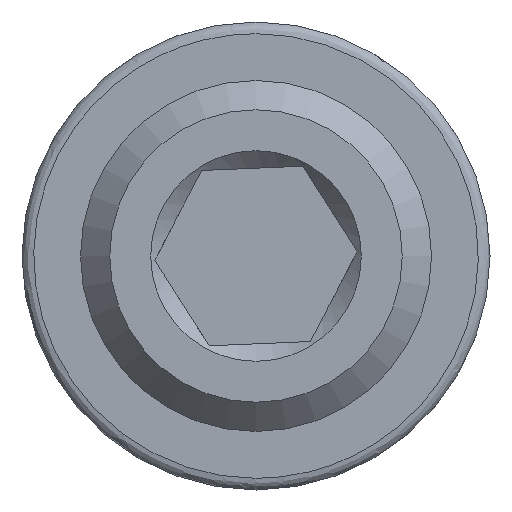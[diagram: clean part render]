
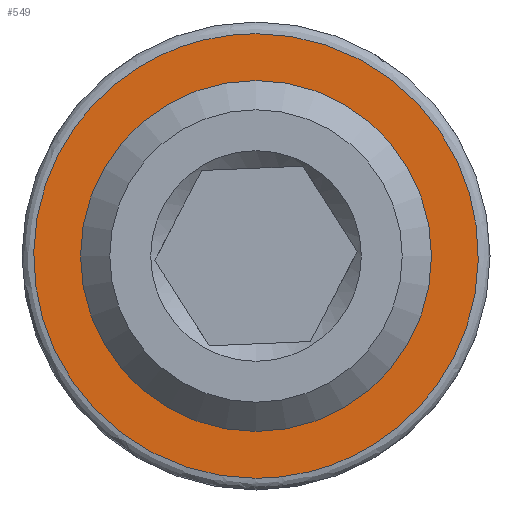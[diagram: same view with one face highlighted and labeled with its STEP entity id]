
A CAD part, front view. The second image highlights one B-rep face of the part: STEP entity #549.
In plain terms, the highlighted planar face has unit normal (0, -1, 0).
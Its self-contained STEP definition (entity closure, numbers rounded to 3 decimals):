
#2 =( BOUNDED_CURVE ( )  B_SPLINE_CURVE ( 3, ( #348, #583, #181, #1063 ),
 .UNSPECIFIED., .F., .T. ) 
 B_SPLINE_CURVE_WITH_KNOTS ( ( 4, 4 ),
 ( 0., 1. ),
 .UNSPECIFIED. ) 
 CURVE ( )  GEOMETRIC_REPRESENTATION_ITEM ( )  RATIONAL_B_SPLINE_CURVE ( ( 1., 0.333, 0.333, 1. ) ) 
 REPRESENTATION_ITEM ( '' )  );
#69 = FACE_OUTER_BOUND ( 'NONE', #366, .T. ) ;
#71 = VERTEX_POINT ( 'NONE', #180 ) ;
#121 = CARTESIAN_POINT ( 'NONE',  ( -70.752, -9.248, 1.9 ) ) ;
#129 =( BOUNDED_CURVE ( )  B_SPLINE_CURVE ( 3, ( #975, #121, #779, #376 ),
 .UNSPECIFIED., .F., .T. ) 
 B_SPLINE_CURVE_WITH_KNOTS ( ( 4, 4 ),
 ( 0., 1. ),
 .UNSPECIFIED. ) 
 CURVE ( )  GEOMETRIC_REPRESENTATION_ITEM ( )  RATIONAL_B_SPLINE_CURVE ( ( 1., 0.333, 0.333, 1. ) ) 
 REPRESENTATION_ITEM ( '' )  );
#138 = DIRECTION ( 'NONE',  ( 0., -1., 0. ) ) ;
#175 = CARTESIAN_POINT ( 'NONE',  ( -74.552, -9.248, -1.5 ) ) ;
#178 = EDGE_LOOP ( 'NONE', ( #394 ) ) ;
#180 = CARTESIAN_POINT ( 'NONE',  ( -74.552, -9.248, -1.9 ) ) ;
#181 = CARTESIAN_POINT ( 'NONE',  ( -78.352, -9.248, 1.9 ) ) ;
#206 = EDGE_CURVE ( 'NONE', #740, #740, #649, .T. ) ;
#212 = CARTESIAN_POINT ( 'NONE',  ( -74.552, -9.248, 0. ) ) ;
#306 = DIRECTION ( 'NONE',  ( 0., 0., -1. ) ) ;
#323 = ORIENTED_EDGE ( 'NONE', *, *, #709, .F. ) ;
#348 = CARTESIAN_POINT ( 'NONE',  ( -74.552, -9.248, -1.9 ) ) ;
#366 = EDGE_LOOP ( 'NONE', ( #461, #323 ) ) ;
#376 = CARTESIAN_POINT ( 'NONE',  ( -74.552, -9.248, -1.9 ) ) ;
#379 = CARTESIAN_POINT ( 'NONE',  ( -74.552, -9.248, 0. ) ) ;
#394 = ORIENTED_EDGE ( 'NONE', *, *, #206, .F. ) ;
#461 = ORIENTED_EDGE ( 'NONE', *, *, #570, .F. ) ;
#549 = ADVANCED_FACE ( 'NONE', ( #69, #688 ), #684, .F. ) ;
#570 = EDGE_CURVE ( 'NONE', #618, #71, #129, .T. ) ;
#583 = CARTESIAN_POINT ( 'NONE',  ( -78.352, -9.248, -1.9 ) ) ;
#615 = CARTESIAN_POINT ( 'NONE',  ( -74.552, -9.248, 1.9 ) ) ;
#618 = VERTEX_POINT ( 'NONE', #615 ) ;
#649 = CIRCLE ( 'NONE', #981, 1.5 ) ;
#684 = PLANE ( 'NONE',  #859 ) ;
#688 = FACE_BOUND ( 'NONE', #178, .T. ) ;
#709 = EDGE_CURVE ( 'NONE', #71, #618, #2, .T. ) ;
#740 = VERTEX_POINT ( 'NONE', #175 ) ;
#779 = CARTESIAN_POINT ( 'NONE',  ( -70.752, -9.248, -1.9 ) ) ;
#859 = AXIS2_PLACEMENT_3D ( 'NONE', #212, #873, #1021 ) ;
#873 = DIRECTION ( 'NONE',  ( 0., 1., 0. ) ) ;
#975 = CARTESIAN_POINT ( 'NONE',  ( -74.552, -9.248, 1.9 ) ) ;
#981 = AXIS2_PLACEMENT_3D ( 'NONE', #379, #138, #306 ) ;
#1021 = DIRECTION ( 'NONE',  ( 0., 0., 1. ) ) ;
#1063 = CARTESIAN_POINT ( 'NONE',  ( -74.552, -9.248, 1.9 ) ) ;
